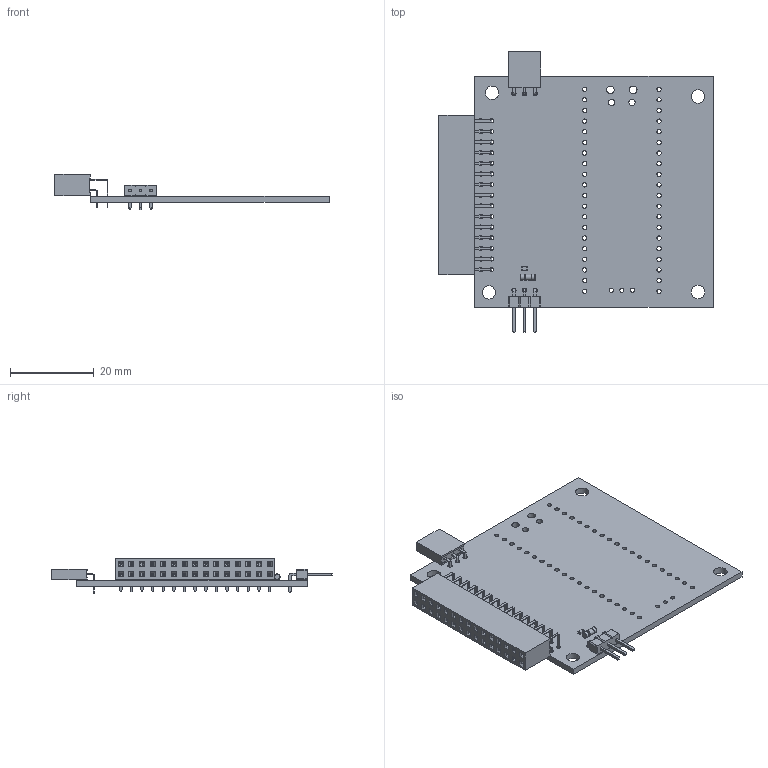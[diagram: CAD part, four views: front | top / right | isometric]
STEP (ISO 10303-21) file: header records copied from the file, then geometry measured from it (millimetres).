
FILE_DESCRIPTION(('KiCad electronic assembly'),'2;1');
FILE_NAME('LogicAnalyzer.step','2025-11-14T10:11:42',('Pcbnew'),('Kicad' ),'Open CASCADE STEP processor 7.9','KiCad to STEP converter', 'Unknown');
FILE_SCHEMA(('AUTOMOTIVE_DESIGN { 1 0 10303 214 1 1 1 1 }'));
Length unit declared in the file: millimetre
Products named in the file (7): LogicAnalyzer 1; D_MiniMELF; PinSocket_1x03_P2.54mm_Horizontal; PinHeader_1x03_P2.54mm_Horizontal; R_0603_1608Metric; PinSocket_2x15_P2.54mm_Horizontal; LogicAnalyzer_PCB
Assembly tree (6 placements, depth 2):
  LogicAnalyzer 1
    D_MiniMELF
    PinSocket_1x03_P2.54mm_Horizontal
    PinHeader_1x03_P2.54mm_Horizontal
    R_0603_1608Metric
    PinSocket_2x15_P2.54mm_Horizontal
    LogicAnalyzer_PCB
Bounding box: 65.55 x 67.05 x 8.38 mm (x, y, z)
Volume: 6387.3 mm3; surface area: 9510.9 mm2
Topology: 6 solids, 6 shells, 1227 faces, 3255 edges, 2116 vertices
Faces by surface type: plane 1056, cylinder 169, revolution 2
Full cylindrical faces by diameter (mm): 1 x36, 1.02 x43, 1.35 x2, 1.4 x3, 1.5 x2, 1.8 x2, 3.2 x4
Entity records: 50176 total; most frequent: CARTESIAN_POINT 6607, ORIENTED_EDGE 6510, DIRECTION 6067, EDGE_CURVE 3255, LINE 2913, VECTOR 2913, VERTEX_POINT 2116, AXIS2_PLACEMENT_3D 1576
